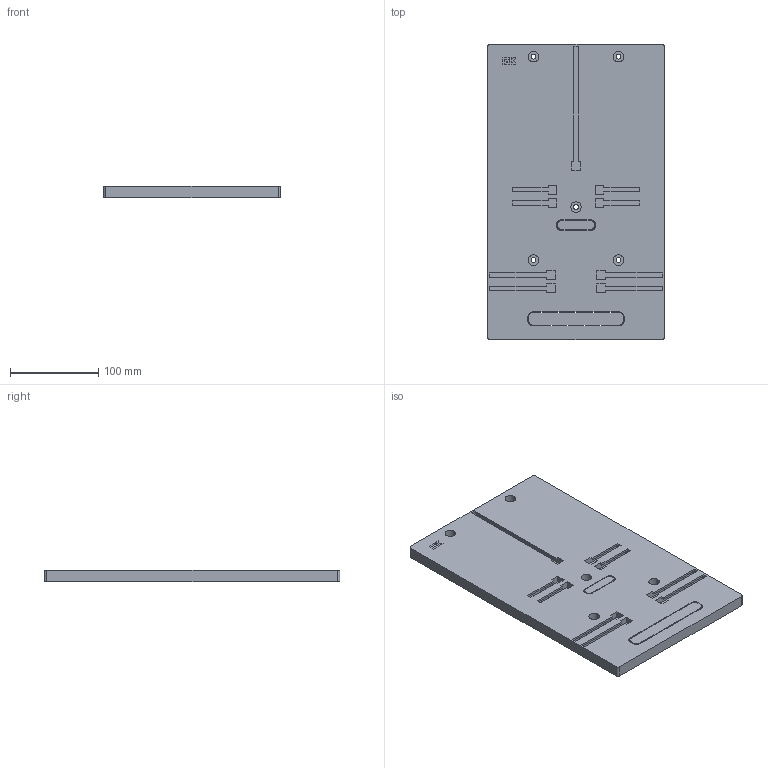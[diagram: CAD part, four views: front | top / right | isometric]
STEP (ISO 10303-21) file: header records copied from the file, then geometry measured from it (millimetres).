
FILE_DESCRIPTION (( 'STEP AP214' ), '1' );
FILE_NAME ('MPP11-3 Ïàíåëü äëÿ óñò.ñ÷åò÷èêà ÏÓ 3_0 3-ôàçí. ÈÝÊ.STEP', '2016-12-23T08:13:06', ( '' ), ( '' ), 'SwSTEP 2.0', 'SolidWorks 2014', '' );
FILE_SCHEMA (( 'AUTOMOTIVE_DESIGN' ));
Length unit declared in the file: millimetre
Products named in the file (1): MPP11-3 Ïàíåëü äëÿ óñò.ñ÷åò÷èêà ÏÓ 3_0 3-ôàçí. ÈÝÊ
Bounding box: 200 x 334 x 13 mm (x, y, z)
Volume: 246256.3 mm3; surface area: 189033.3 mm2
Topology: 1 solids, 1 shells, 297 faces, 804 edges, 536 vertices
Faces by surface type: plane 244, cylinder 53
Entity records: 9350 total; most frequent: CARTESIAN_POINT 1638, ORIENTED_EDGE 1608, DIRECTION 1506, EDGE_CURVE 804, VECTOR 698, LINE 698, VERTEX_POINT 536, AXIS2_PLACEMENT_3D 404
